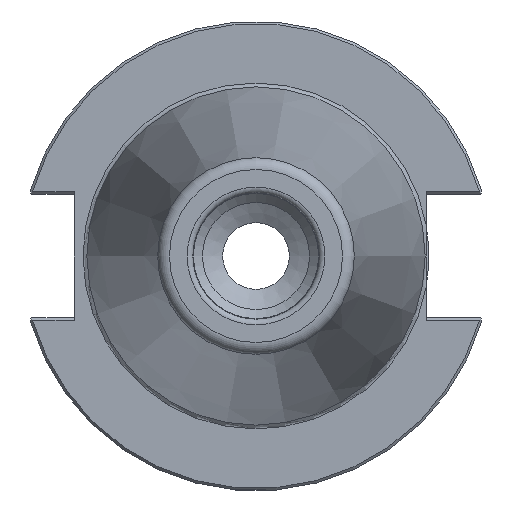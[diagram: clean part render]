
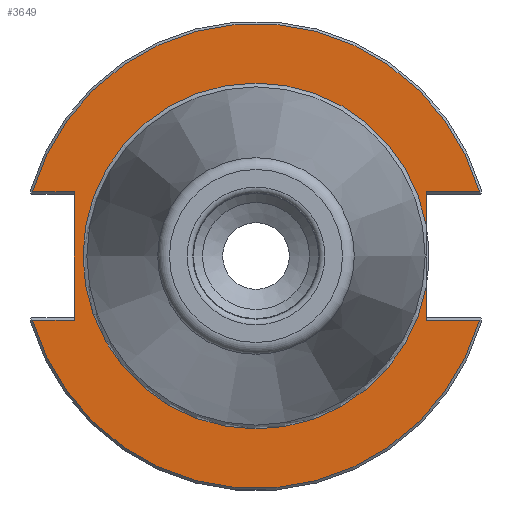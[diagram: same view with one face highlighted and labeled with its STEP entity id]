
A CAD part, left-side view. The second image highlights one B-rep face of the part: STEP entity #3649.
In plain terms, the highlighted planar face has unit normal (-1, 0, 0).
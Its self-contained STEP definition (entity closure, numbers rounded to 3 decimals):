
#203=PLANE('',#3988);
#351=FACE_OUTER_BOUND('',#555,.T.);
#555=EDGE_LOOP('',(#3054,#3055,#3056,#3057,#3058,#3059,#3060,#3061,#3062,
#3063,#3064));
#752=CIRCLE('',#3986,48.25);
#754=CIRCLE('',#3989,35.9);
#755=CIRCLE('',#3990,35.9);
#756=CIRCLE('',#3991,48.25);
#1014=LINE('',#7139,#1229);
#1017=LINE('',#7198,#1232);
#1018=LINE('',#7204,#1233);
#1019=LINE('',#7206,#1234);
#1020=LINE('',#7210,#1235);
#1021=LINE('',#7212,#1236);
#1022=LINE('',#7213,#1237);
#1229=VECTOR('',#4802,10.);
#1232=VECTOR('',#4821,10.);
#1233=VECTOR('',#4826,10.);
#1234=VECTOR('',#4827,10.);
#1235=VECTOR('',#4830,10.);
#1236=VECTOR('',#4831,10.);
#1237=VECTOR('',#4832,10.);
#1644=VERTEX_POINT('',#7136);
#1645=VERTEX_POINT('',#7138);
#1653=VERTEX_POINT('',#7185);
#1656=VERTEX_POINT('',#7197);
#1657=VERTEX_POINT('',#7199);
#1658=VERTEX_POINT('',#7201);
#1659=VERTEX_POINT('',#7203);
#1660=VERTEX_POINT('',#7205);
#1661=VERTEX_POINT('',#7207);
#1662=VERTEX_POINT('',#7209);
#1663=VERTEX_POINT('',#7211);
#2148=EDGE_CURVE('',#1644,#1645,#1014,.T.);
#2160=EDGE_CURVE('',#1645,#1653,#752,.T.);
#2164=EDGE_CURVE('',#1644,#1656,#1017,.T.);
#2165=EDGE_CURVE('',#1656,#1657,#754,.T.);
#2166=EDGE_CURVE('',#1657,#1658,#755,.T.);
#2167=EDGE_CURVE('',#1658,#1659,#1018,.T.);
#2168=EDGE_CURVE('',#1660,#1659,#1019,.T.);
#2169=EDGE_CURVE('',#1661,#1660,#756,.T.);
#2170=EDGE_CURVE('',#1662,#1661,#1020,.T.);
#2171=EDGE_CURVE('',#1662,#1663,#1021,.T.);
#2172=EDGE_CURVE('',#1653,#1663,#1022,.T.);
#3054=ORIENTED_EDGE('',*,*,#2148,.F.);
#3055=ORIENTED_EDGE('',*,*,#2164,.T.);
#3056=ORIENTED_EDGE('',*,*,#2165,.T.);
#3057=ORIENTED_EDGE('',*,*,#2166,.T.);
#3058=ORIENTED_EDGE('',*,*,#2167,.T.);
#3059=ORIENTED_EDGE('',*,*,#2168,.F.);
#3060=ORIENTED_EDGE('',*,*,#2169,.F.);
#3061=ORIENTED_EDGE('',*,*,#2170,.F.);
#3062=ORIENTED_EDGE('',*,*,#2171,.T.);
#3063=ORIENTED_EDGE('',*,*,#2172,.F.);
#3064=ORIENTED_EDGE('',*,*,#2160,.F.);
#3649=ADVANCED_FACE('',(#351),#203,.T.);
#3986=AXIS2_PLACEMENT_3D('',#7186,#4815,#4816);
#3988=AXIS2_PLACEMENT_3D('',#7196,#4819,#4820);
#3989=AXIS2_PLACEMENT_3D('',#7200,#4822,#4823);
#3990=AXIS2_PLACEMENT_3D('',#7202,#4824,#4825);
#3991=AXIS2_PLACEMENT_3D('',#7208,#4828,#4829);
#4802=DIRECTION('',(0.,-1.,0.));
#4815=DIRECTION('center_axis',(1.,0.,0.));
#4816=DIRECTION('ref_axis',(0.,0.,-1.));
#4819=DIRECTION('center_axis',(-1.,0.,0.));
#4820=DIRECTION('ref_axis',(0.,0.,1.));
#4821=DIRECTION('',(0.,0.,1.));
#4822=DIRECTION('center_axis',(1.,0.,0.));
#4823=DIRECTION('ref_axis',(0.,0.,-1.));
#4824=DIRECTION('center_axis',(1.,0.,0.));
#4825=DIRECTION('ref_axis',(0.,0.,-1.));
#4826=DIRECTION('',(0.,0.,1.));
#4827=DIRECTION('',(0.,1.,0.));
#4828=DIRECTION('center_axis',(1.,0.,0.));
#4829=DIRECTION('ref_axis',(0.,0.,-1.));
#4830=DIRECTION('',(0.,1.,0.));
#4831=DIRECTION('',(0.,0.,-1.));
#4832=DIRECTION('',(0.,-1.,0.));
#7136=CARTESIAN_POINT('',(3.175,-35.3,-13.325));
#7138=CARTESIAN_POINT('',(3.175,-46.373,-13.325));
#7139=CARTESIAN_POINT('',(3.175,-13.707,-13.325));
#7185=CARTESIAN_POINT('',(3.175,46.373,-13.325));
#7186=CARTESIAN_POINT('Origin',(3.175,0.,
0.));
#7196=CARTESIAN_POINT('Origin',(3.175,48.25,0.));
#7197=CARTESIAN_POINT('',(3.175,-35.3,-6.536));
#7198=CARTESIAN_POINT('',(3.175,-35.3,-6.413));
#7199=CARTESIAN_POINT('',(3.175,0.,35.9));
#7200=CARTESIAN_POINT('Origin',(3.175,0.,
0.));
#7201=CARTESIAN_POINT('',(3.175,-35.3,6.536));
#7202=CARTESIAN_POINT('Origin',(3.175,0.,
0.));
#7203=CARTESIAN_POINT('',(3.175,-35.3,13.325));
#7204=CARTESIAN_POINT('',(3.175,-35.3,-6.413));
#7205=CARTESIAN_POINT('',(3.175,-46.373,13.325));
#7206=CARTESIAN_POINT('',(3.175,6.475,13.325));
#7207=CARTESIAN_POINT('',(3.175,46.373,13.325));
#7208=CARTESIAN_POINT('Origin',(3.175,0.,
0.));
#7209=CARTESIAN_POINT('',(3.175,37.7,13.325));
#7210=CARTESIAN_POINT('',(3.175,61.395,13.325));
#7211=CARTESIAN_POINT('',(3.175,37.7,-13.325));
#7212=CARTESIAN_POINT('',(3.175,37.7,6.413));
#7213=CARTESIAN_POINT('',(3.175,42.975,-13.325));
